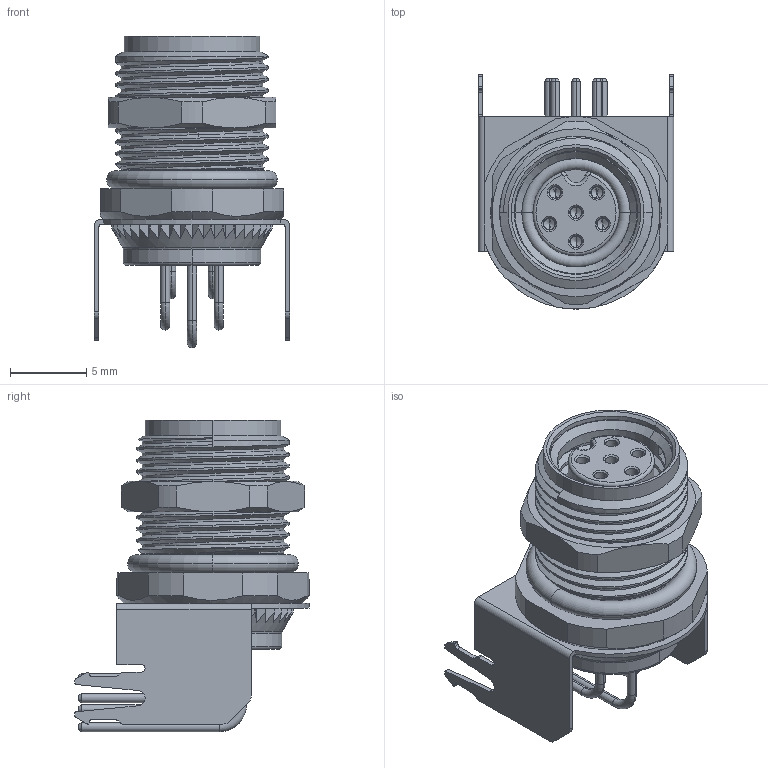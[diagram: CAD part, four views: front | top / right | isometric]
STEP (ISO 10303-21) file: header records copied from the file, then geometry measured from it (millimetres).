
FILE_DESCRIPTION((''),'2;1');
FILE_NAME('M8-FABK06-003S_66','2025-09-08T',('gongcheng16'),(''),'PRO/ENGINEER BY PARAMETRIC TECHNOLOGY CORPORATION, 2010280','PRO/ENGINEER BY PARAMETRIC TECHNOLOGY CORPORATION, 2010280','');
FILE_SCHEMA(('CONFIG_CONTROL_DESIGN'));
Products named in the file (1): M8-FABK06-003S_66
Bounding box: 12.8 x 15.35 x 20.4 mm (x, y, z)
Volume: 235.5 mm3; surface area: 21215.6 mm2
Topology: 1 solids, 167 shells, 2892 faces, 10230 edges, 7284 vertices
Faces by surface type: cylinder 1139, plane 862, cone 441, torus 273, bspline 177
Entity records: 174378 total; most frequent: CARTESIAN_POINT 90127, DIRECTION 17134, ORIENTED_EDGE 16784, EDGE_CURVE 10218, VERTEX_POINT 7284, AXIS2_PLACEMENT_3D 6586, VECTOR 3962, LINE 3962
